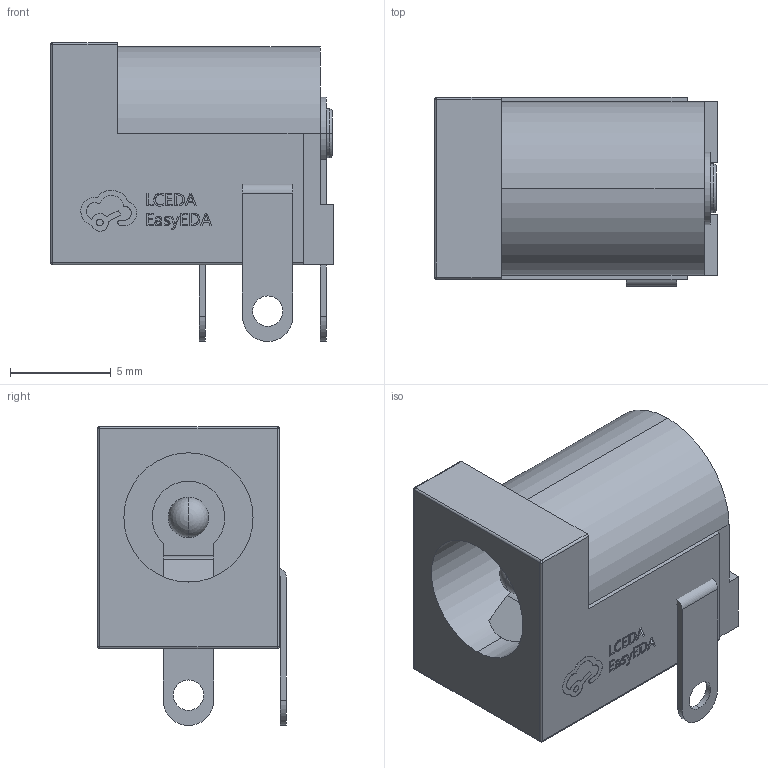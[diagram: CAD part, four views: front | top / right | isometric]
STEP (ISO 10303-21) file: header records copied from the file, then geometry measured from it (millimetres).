
FILE_DESCRIPTION (( 'STEP AP214' ), '1' );
FILE_NAME ('DC-005 2.0.STEP', '2024-03-01T05:02:20', ( '' ), ( '' ), 'SwSTEP 2.0', 'SolidWorks 2022', '' );
FILE_SCHEMA (( 'AUTOMOTIVE_DESIGN' ));
Length unit declared in the file: millimetre
Products named in the file (1): DC-005 2.0
Bounding box: 14 x 9.35 x 14.8 mm (x, y, z)
Surface area: 1031.2 mm2 (no closed solid volume)
Topology: 0 solids, 24 shells, 103 faces, 698 edges, 613 vertices
Faces by surface type: plane 57, cylinder 33, bspline 5, torus 4, sphere 4
Entity records: 8267 total; most frequent: CARTESIAN_POINT 2434, ORIENTED_EDGE 876, DIRECTION 740, EDGE_CURVE 693, VERTEX_POINT 612, VECTOR 384, LINE 384, B_SPLINE_CURVE_WITH_KNOTS 224
